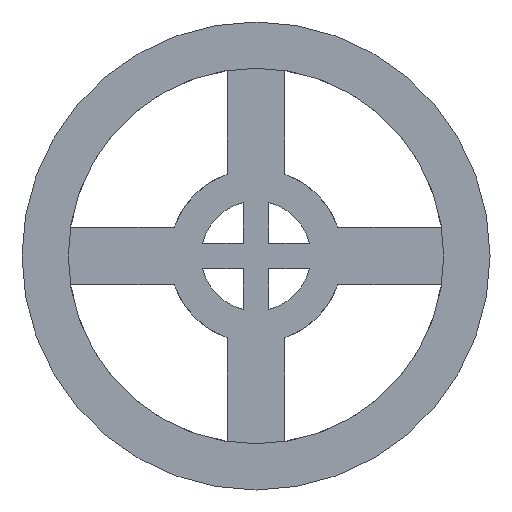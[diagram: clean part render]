
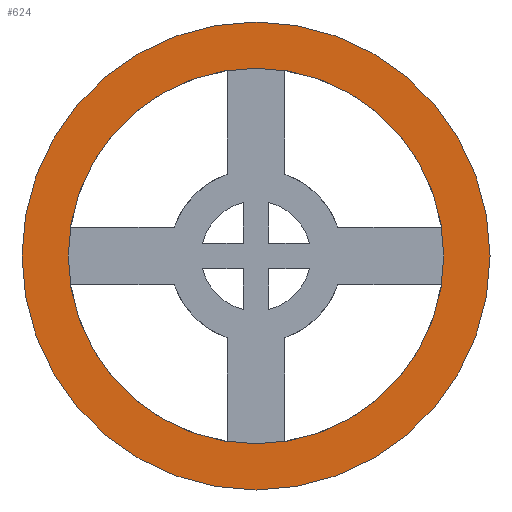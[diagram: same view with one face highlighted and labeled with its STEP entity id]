
A CAD part, front view. The second image highlights one B-rep face of the part: STEP entity #624.
In plain terms, the highlighted planar face has unit normal (0, -1, 0).
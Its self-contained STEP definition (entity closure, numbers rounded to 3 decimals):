
#1=CARTESIAN_POINT('',(0.,0.,0.));
#2=DIRECTION('',(0.,1.,0.));
#3=DIRECTION('',(1.,0.,0.));
#4=AXIS2_PLACEMENT_3D('',#1,#2,#3);
#6=CARTESIAN_POINT('',(0.,0.,0.));
#7=DIRECTION('',(0.,1.,0.));
#8=DIRECTION('',(-1.,0.,0.));
#9=AXIS2_PLACEMENT_3D('',#6,#7,#8);
#11=CARTESIAN_POINT('',(0.,0.,0.));
#12=DIRECTION('',(0.,-1.,0.));
#13=DIRECTION('',(1.,0.,0.));
#14=AXIS2_PLACEMENT_3D('',#11,#12,#13);
#16=CARTESIAN_POINT('',(0.,0.,0.));
#17=DIRECTION('',(0.,-1.,0.));
#18=DIRECTION('',(-1.,0.,0.));
#19=AXIS2_PLACEMENT_3D('',#16,#17,#18);
#463=CARTESIAN_POINT('',(40.5,0.,0.));
#464=CARTESIAN_POINT('',(-40.5,0.,0.));
#465=VERTEX_POINT('',#463);
#466=VERTEX_POINT('',#464);
#467=CARTESIAN_POINT('',(32.5,0.,0.));
#468=CARTESIAN_POINT('',(-32.5,0.,0.));
#469=VERTEX_POINT('',#467);
#470=VERTEX_POINT('',#468);
#607=CARTESIAN_POINT('',(0.,0.,0.));
#608=DIRECTION('',(0.,1.,0.));
#609=DIRECTION('',(1.,0.,0.));
#610=AXIS2_PLACEMENT_3D('',#607,#608,#609);
#611=PLANE('',#610);
#613=ORIENTED_EDGE('',*,*,#612,.T.);
#615=ORIENTED_EDGE('',*,*,#614,.T.);
#616=EDGE_LOOP('',(#613,#615));
#617=FACE_OUTER_BOUND('',#616,.F.);
#619=ORIENTED_EDGE('',*,*,#618,.T.);
#621=ORIENTED_EDGE('',*,*,#620,.T.);
#622=EDGE_LOOP('',(#619,#621));
#623=FACE_BOUND('',#622,.F.);
#624=ADVANCED_FACE('',(#617,#623),#611,.F.);
#5=CIRCLE('',#4,40.5);
#10=CIRCLE('',#9,40.5);
#15=CIRCLE('',#14,32.5);
#20=CIRCLE('',#19,32.5);
#612=EDGE_CURVE('',#465,#466,#5,.T.);
#614=EDGE_CURVE('',#466,#465,#10,.T.);
#618=EDGE_CURVE('',#469,#470,#15,.T.);
#620=EDGE_CURVE('',#470,#469,#20,.T.);
